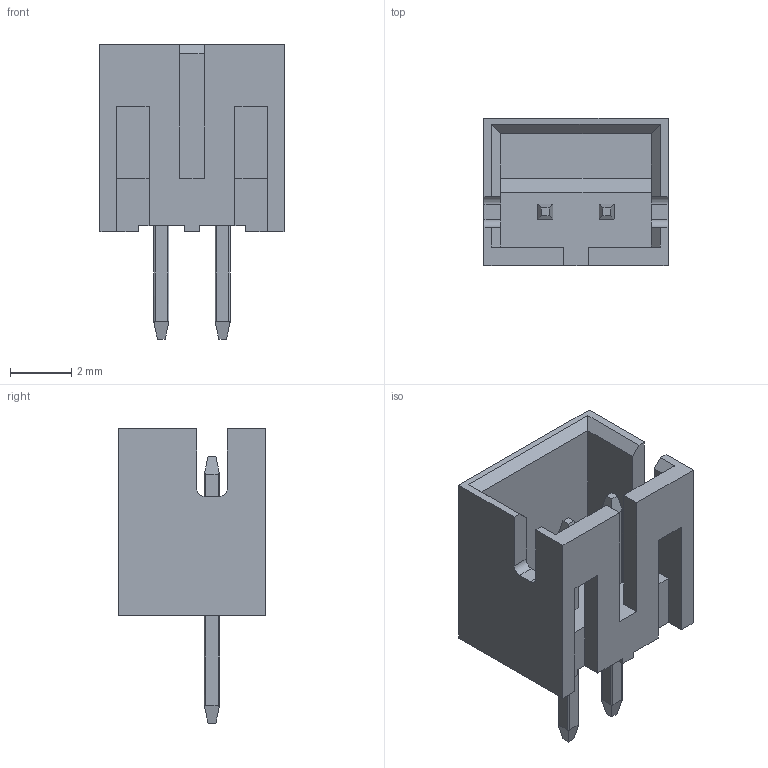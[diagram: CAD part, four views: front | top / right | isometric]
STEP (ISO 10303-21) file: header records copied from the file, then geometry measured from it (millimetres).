
FILE_DESCRIPTION (( 'STEP AP214' ), '1' );
FILE_NAME ('錨璃4.STEP', '2024-08-12T01:43:03', ( '' ), ( '' ), 'SwSTEP 2.0', 'SolidWorks 2021', '' );
FILE_SCHEMA (( 'AUTOMOTIVE_DESIGN' ));
Length unit declared in the file: millimetre
Products named in the file (1): 錨璃4
Bounding box: 6 x 4.8 x 9.6 mm (x, y, z)
Volume: 81.8 mm3; surface area: 291.4 mm2
Topology: 1 solids, 1 shells, 323 faces, 902 edges, 600 vertices
Faces by surface type: plane 205, bspline 98, cylinder 20
Entity records: 14375 total; most frequent: CARTESIAN_POINT 3228, ORIENTED_EDGE 1804, DIRECTION 1146, EDGE_CURVE 902, VECTOR 646, LINE 646, VERTEX_POINT 600, EDGE_LOOP 346
